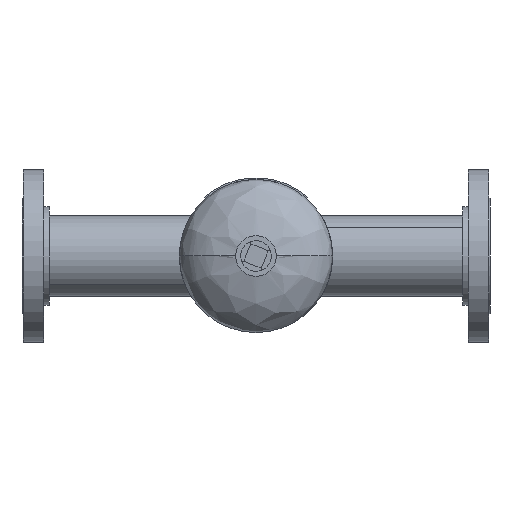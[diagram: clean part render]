
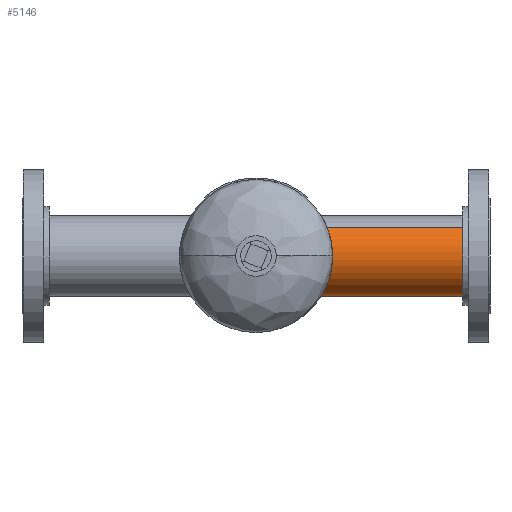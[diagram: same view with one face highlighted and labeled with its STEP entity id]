
A CAD part, front view. The second image highlights one B-rep face of the part: STEP entity #5146.
In plain terms, the highlighted cylindrical face has radius 44.45 mm (diameter 88.9 mm), a partial arc.
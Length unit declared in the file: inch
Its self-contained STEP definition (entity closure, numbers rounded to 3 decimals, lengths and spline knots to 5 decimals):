
#71 = DIRECTION ( 'NONE',  ( 0., -1., 0. ) ) ;
#164 = DIRECTION ( 'NONE',  ( 0., -1., 0. ) ) ;
#494 = FACE_OUTER_BOUND ( 'NONE', #1901, .T. ) ;
#499 = EDGE_CURVE ( 'NONE', #781, #2921, #997, .T. ) ;
#520 = CARTESIAN_POINT ( 'NONE',  ( 0., 7.5, 1.75 ) ) ;
#540 = ORIENTED_EDGE ( 'NONE', *, *, #5100, .T. ) ;
#747 = CARTESIAN_POINT ( 'NONE',  ( 0., 0., 1.75 ) ) ;
#781 = VERTEX_POINT ( 'NONE', #6049 ) ;
#970 = DIRECTION ( 'NONE',  ( 0., 1., 0. ) ) ;
#997 = LINE ( 'NONE', #4294, #1723 ) ;
#1028 = CARTESIAN_POINT ( 'NONE',  ( 0., 7.5, 0. ) ) ;
#1438 = CARTESIAN_POINT ( 'NONE',  ( 0., 0., 0. ) ) ;
#1519 = CARTESIAN_POINT ( 'NONE',  ( 0., 7.5, 1.75 ) ) ;
#1723 = VECTOR ( 'NONE', #71, 39.37008 ) ;
#1853 = VECTOR ( 'NONE', #1965, 39.37008 ) ;
#1901 = EDGE_LOOP ( 'NONE', ( #3873, #540, #4714, #2263 ) ) ;
#1965 = DIRECTION ( 'NONE',  ( 0., -1., 0. ) ) ;
#2052 = DIRECTION ( 'NONE',  ( 0., 0., -1. ) ) ;
#2263 = ORIENTED_EDGE ( 'NONE', *, *, #499, .F. ) ;
#2746 = AXIS2_PLACEMENT_3D ( 'NONE', #3464, #970, #2865 ) ;
#2865 = DIRECTION ( 'NONE',  ( 0., 0., 1. ) ) ;
#2921 = VERTEX_POINT ( 'NONE', #5702 ) ;
#2923 = EDGE_CURVE ( 'NONE', #3836, #2921, #6052, .T. ) ;
#3258 = DIRECTION ( 'NONE',  ( 0., 1., 0. ) ) ;
#3386 = AXIS2_PLACEMENT_3D ( 'NONE', #1438, #3258, #4680 ) ;
#3464 = CARTESIAN_POINT ( 'NONE',  ( 0., 7.5, 0. ) ) ;
#3836 = VERTEX_POINT ( 'NONE', #747 ) ;
#3871 = CYLINDRICAL_SURFACE ( 'NONE', #4929, 1.75 ) ;
#3873 = ORIENTED_EDGE ( 'NONE', *, *, #5227, .F. ) ;
#4131 = CIRCLE ( 'NONE', #2746, 1.75 ) ;
#4294 = CARTESIAN_POINT ( 'NONE',  ( 0., 7.5, -1.75 ) ) ;
#4680 = DIRECTION ( 'NONE',  ( 0., 0., 1. ) ) ;
#4714 = ORIENTED_EDGE ( 'NONE', *, *, #2923, .T. ) ;
#4929 = AXIS2_PLACEMENT_3D ( 'NONE', #1028, #164, #2052 ) ;
#5100 = EDGE_CURVE ( 'NONE', #5117, #3836, #5289, .T. ) ;
#5117 = VERTEX_POINT ( 'NONE', #1519 ) ;
#5146 = ADVANCED_FACE ( 'NONE', ( #494 ), #3871, .T. ) ;
#5227 = EDGE_CURVE ( 'NONE', #5117, #781, #4131, .T. ) ;
#5289 = LINE ( 'NONE', #520, #1853 ) ;
#5702 = CARTESIAN_POINT ( 'NONE',  ( 0., 0., -1.75 ) ) ;
#6049 = CARTESIAN_POINT ( 'NONE',  ( 0., 7.5, -1.75 ) ) ;
#6052 = CIRCLE ( 'NONE', #3386, 1.75 ) ;
